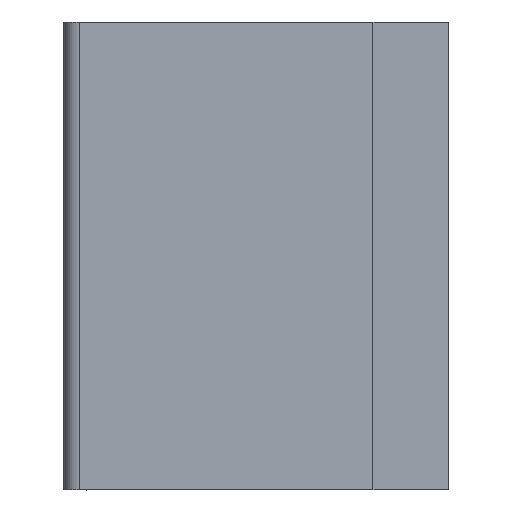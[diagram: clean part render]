
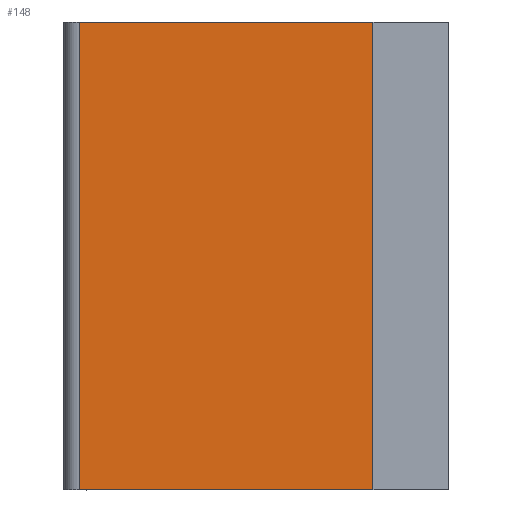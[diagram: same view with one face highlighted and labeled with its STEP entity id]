
A CAD part, left-side view. The second image highlights one B-rep face of the part: STEP entity #148.
In plain terms, the highlighted planar face has unit normal (-1, 0, 0).
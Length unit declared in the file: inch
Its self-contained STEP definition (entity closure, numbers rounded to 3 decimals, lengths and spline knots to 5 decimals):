
#36 = CARTESIAN_POINT ( 'NONE',  ( -0.875, 0.502, 0.875 ) ) ;
#148 = ADVANCED_FACE ( 'NONE', ( #6633 ), #4652, .F. ) ;
#261 = CARTESIAN_POINT ( 'NONE',  ( -0.875, 0., 0.875 ) ) ;
#357 = EDGE_CURVE ( 'NONE', #4987, #6874, #6509, .T. ) ;
#803 = CARTESIAN_POINT ( 'NONE',  ( -0.875, -0.594, -1.35586 ) ) ;
#1217 = VECTOR ( 'NONE', #4971, 39.37008 ) ;
#1575 = ORIENTED_EDGE ( 'NONE', *, *, #2050, .T. ) ;
#1598 = VERTEX_POINT ( 'NONE', #36 ) ;
#1689 = CARTESIAN_POINT ( 'NONE',  ( -0.875, 0.502, -0.875 ) ) ;
#1726 = DIRECTION ( 'NONE',  ( 0., 1., 0. ) ) ;
#1814 = EDGE_CURVE ( 'NONE', #4987, #2146, #4538, .T. ) ;
#1828 = EDGE_CURVE ( 'NONE', #2146, #1598, #5531, .T. ) ;
#2050 = EDGE_CURVE ( 'NONE', #1598, #6874, #2739, .T. ) ;
#2146 = VERTEX_POINT ( 'NONE', #3902 ) ;
#2334 = ORIENTED_EDGE ( 'NONE', *, *, #1814, .T. ) ;
#2739 = LINE ( 'NONE', #3793, #3889 ) ;
#3279 = EDGE_LOOP ( 'NONE', ( #6437, #1575, #5566, #2334 ) ) ;
#3793 = CARTESIAN_POINT ( 'NONE',  ( -0.875, 0.502, -0.875 ) ) ;
#3889 = VECTOR ( 'NONE', #4270, 39.37008 ) ;
#3902 = CARTESIAN_POINT ( 'NONE',  ( -0.875, -0.594, 0.875 ) ) ;
#4004 = VECTOR ( 'NONE', #5034, 39.37008 ) ;
#4138 = CARTESIAN_POINT ( 'NONE',  ( -0.875, 0., -0.875 ) ) ;
#4270 = DIRECTION ( 'NONE',  ( 0., 0., -1. ) ) ;
#4396 = CARTESIAN_POINT ( 'NONE',  ( -0.875, 0., -0.875 ) ) ;
#4538 = LINE ( 'NONE', #803, #4004 ) ;
#4652 = PLANE ( 'NONE',  #5178 ) ;
#4797 = DIRECTION ( 'NONE',  ( 0., 0., -1. ) ) ;
#4971 = DIRECTION ( 'NONE',  ( 0., 1., 0. ) ) ;
#4987 = VERTEX_POINT ( 'NONE', #6121 ) ;
#5034 = DIRECTION ( 'NONE',  ( 0., 0., 1. ) ) ;
#5178 = AXIS2_PLACEMENT_3D ( 'NONE', #4138, #5181, #4797 ) ;
#5181 = DIRECTION ( 'NONE',  ( 1., 0., 0. ) ) ;
#5531 = LINE ( 'NONE', #261, #6072 ) ;
#5566 = ORIENTED_EDGE ( 'NONE', *, *, #357, .F. ) ;
#6072 = VECTOR ( 'NONE', #1726, 39.37008 ) ;
#6121 = CARTESIAN_POINT ( 'NONE',  ( -0.875, -0.594, -0.875 ) ) ;
#6437 = ORIENTED_EDGE ( 'NONE', *, *, #1828, .T. ) ;
#6509 = LINE ( 'NONE', #4396, #1217 ) ;
#6633 = FACE_OUTER_BOUND ( 'NONE', #3279, .T. ) ;
#6874 = VERTEX_POINT ( 'NONE', #1689 ) ;
